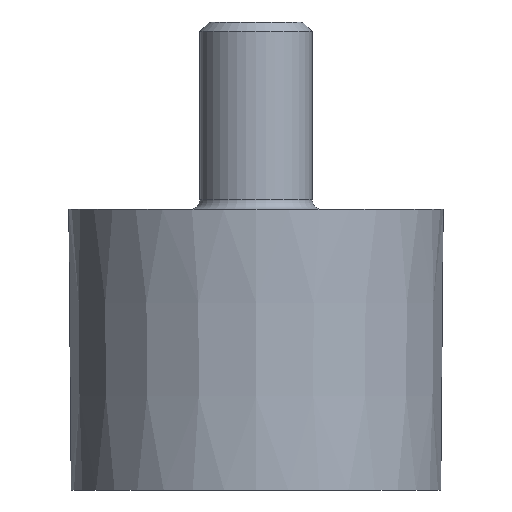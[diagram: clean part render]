
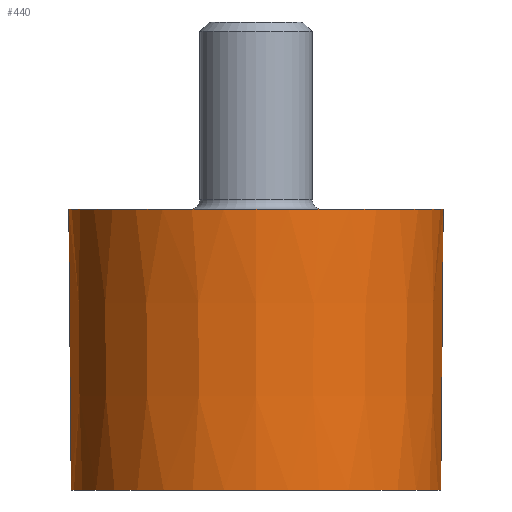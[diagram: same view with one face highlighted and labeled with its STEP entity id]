
A CAD part, left-side view. The second image highlights one B-rep face of the part: STEP entity #440.
In plain terms, the highlighted conical face has half-angle 0.5 degrees and reference radius 10 mm.
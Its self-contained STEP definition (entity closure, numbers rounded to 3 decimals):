
#17 = EDGE_CURVE ( 'NONE', #215, #367, #574, .T. ) ;
#18 = FACE_OUTER_BOUND ( 'NONE', #463, .T. ) ;
#31 = ORIENTED_EDGE ( 'NONE', *, *, #167, .T. ) ;
#45 = VERTEX_POINT ( 'NONE', #486 ) ;
#69 = DIRECTION ( 'NONE',  ( 0., 0., -1. ) ) ;
#93 = DIRECTION ( 'NONE',  ( 0., 0., -1. ) ) ;
#136 = CARTESIAN_POINT ( 'NONE',  ( 0., 10., -2.2 ) ) ;
#161 = AXIS2_PLACEMENT_3D ( 'NONE', #176, #480, #196 ) ;
#167 = EDGE_CURVE ( 'NONE', #182, #45, #506, .T. ) ;
#176 = CARTESIAN_POINT ( 'NONE',  ( 0., 0., 12.8 ) ) ;
#182 = VERTEX_POINT ( 'NONE', #496 ) ;
#196 = DIRECTION ( 'NONE',  ( 0., 1., 0. ) ) ;
#205 = DIRECTION ( 'NONE',  ( 0., -0.009, -1. ) ) ;
#206 = EDGE_CURVE ( 'NONE', #45, #367, #564, .T. ) ;
#208 = AXIS2_PLACEMENT_3D ( 'NONE', #286, #69, #342 ) ;
#215 = VERTEX_POINT ( 'NONE', #466 ) ;
#278 = CONICAL_SURFACE ( 'NONE', #517, 10., 0.009 ) ;
#286 = CARTESIAN_POINT ( 'NONE',  ( 0., 0., -2.2 ) ) ;
#298 = ORIENTED_EDGE ( 'NONE', *, *, #206, .T. ) ;
#315 = DIRECTION ( 'NONE',  ( 0., 1., 0. ) ) ;
#332 = DIRECTION ( 'NONE',  ( 0., 0.009, -1. ) ) ;
#335 = VECTOR ( 'NONE', #332, 1000. ) ;
#338 = EDGE_CURVE ( 'NONE', #182, #215, #602, .T. ) ;
#342 = DIRECTION ( 'NONE',  ( 0., 1., 0. ) ) ;
#367 = VERTEX_POINT ( 'NONE', #136 ) ;
#397 = CARTESIAN_POINT ( 'NONE',  ( 0., 10., -2.2 ) ) ;
#440 = ADVANCED_FACE ( 'NONE', ( #18 ), #278, .T. ) ;
#463 = EDGE_LOOP ( 'NONE', ( #470, #31, #298, #613 ) ) ;
#466 = CARTESIAN_POINT ( 'NONE',  ( 0., -10., -2.2 ) ) ;
#470 = ORIENTED_EDGE ( 'NONE', *, *, #338, .F. ) ;
#477 = CARTESIAN_POINT ( 'NONE',  ( 0., -10., -2.2 ) ) ;
#480 = DIRECTION ( 'NONE',  ( 0., 0., -1. ) ) ;
#483 = VECTOR ( 'NONE', #205, 1000. ) ;
#486 = CARTESIAN_POINT ( 'NONE',  ( 0., 9.869, 12.8 ) ) ;
#496 = CARTESIAN_POINT ( 'NONE',  ( 0., -9.869, 12.8 ) ) ;
#506 = CIRCLE ( 'NONE', #161, 9.869 ) ;
#517 = AXIS2_PLACEMENT_3D ( 'NONE', #567, #93, #315 ) ;
#564 = LINE ( 'NONE', #397, #335 ) ;
#567 = CARTESIAN_POINT ( 'NONE',  ( 0., 0., -2.2 ) ) ;
#574 = CIRCLE ( 'NONE', #208, 10. ) ;
#602 = LINE ( 'NONE', #477, #483 ) ;
#613 = ORIENTED_EDGE ( 'NONE', *, *, #17, .F. ) ;
